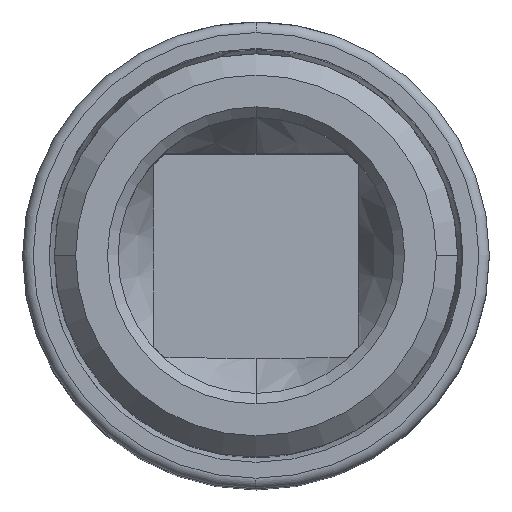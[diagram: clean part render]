
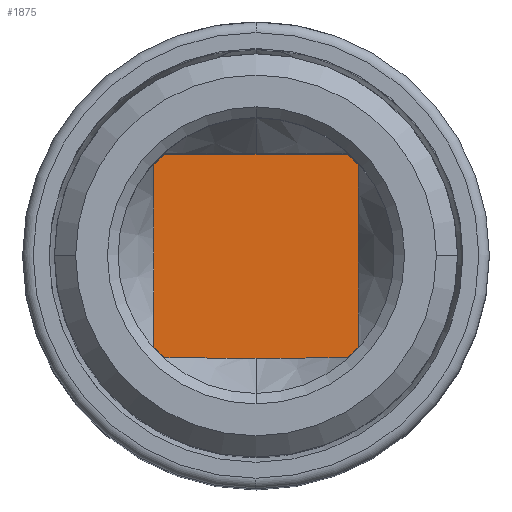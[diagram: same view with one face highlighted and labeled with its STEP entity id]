
A CAD part, top view. The second image highlights one B-rep face of the part: STEP entity #1875.
In plain terms, the highlighted face is planar.
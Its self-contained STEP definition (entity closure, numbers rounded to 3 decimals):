
#564=CARTESIAN_POINT('',(0.,0.,22.));
#565=DIRECTION('',(0.,0.,-1.));
#566=DIRECTION('',(0.746,-0.666,0.));
#567=AXIS2_PLACEMENT_3D('',#564,#565,#566);
#572=DIRECTION('',(0.,-1.,0.));
#573=VECTOR('',#572,8.589);
#574=CARTESIAN_POINT('',(4.813,4.294,22.));
#575=LINE('',#574,#573);
#579=CARTESIAN_POINT('',(0.,0.,22.));
#580=DIRECTION('',(0.,0.,-1.));
#581=DIRECTION('',(0.666,0.746,0.));
#582=AXIS2_PLACEMENT_3D('',#579,#580,#581);
#587=DIRECTION('',(1.,0.,0.));
#588=VECTOR('',#587,8.589);
#589=CARTESIAN_POINT('',(-4.294,4.813,22.));
#590=LINE('',#589,#588);
#594=CARTESIAN_POINT('',(0.,0.,22.));
#595=DIRECTION('',(0.,0.,-1.));
#596=DIRECTION('',(-0.746,0.666,0.));
#597=AXIS2_PLACEMENT_3D('',#594,#595,#596);
#602=DIRECTION('',(0.,1.,0.));
#603=VECTOR('',#602,8.589);
#604=CARTESIAN_POINT('',(-4.813,-4.294,22.));
#605=LINE('',#604,#603);
#609=CARTESIAN_POINT('',(0.,0.,22.));
#610=DIRECTION('',(0.,0.,-1.));
#611=DIRECTION('',(-0.666,-0.746,0.));
#612=AXIS2_PLACEMENT_3D('',#609,#610,#611);
#617=DIRECTION('',(-1.,0.,0.));
#618=VECTOR('',#617,8.589);
#619=CARTESIAN_POINT('',(4.294,-4.813,22.));
#620=LINE('',#619,#618);
#1361=CARTESIAN_POINT('',(4.294,-4.813,22.));
#1362=CARTESIAN_POINT('',(-4.294,-4.813,22.));
#1363=VERTEX_POINT('',#1361);
#1364=VERTEX_POINT('',#1362);
#1365=CARTESIAN_POINT('',(-4.813,-4.294,22.));
#1366=CARTESIAN_POINT('',(-4.813,4.294,22.));
#1367=VERTEX_POINT('',#1365);
#1368=VERTEX_POINT('',#1366);
#1369=CARTESIAN_POINT('',(-4.294,4.813,22.));
#1370=CARTESIAN_POINT('',(4.294,4.813,22.));
#1371=VERTEX_POINT('',#1369);
#1372=VERTEX_POINT('',#1370);
#1373=CARTESIAN_POINT('',(4.813,4.294,22.));
#1374=CARTESIAN_POINT('',(4.813,-4.294,22.));
#1375=VERTEX_POINT('',#1373);
#1376=VERTEX_POINT('',#1374);
#1856=CARTESIAN_POINT('',(0.,0.,22.));
#1857=DIRECTION('',(0.,0.,-1.));
#1858=DIRECTION('',(0.,1.,0.));
#1859=AXIS2_PLACEMENT_3D('',#1856,#1857,#1858);
#1860=PLANE('',#1859);
#1861=ORIENTED_EDGE('',*,*,#1850,.F.);
#1862=ORIENTED_EDGE('',*,*,#1751,.F.);
#1864=ORIENTED_EDGE('',*,*,#1863,.F.);
#1866=ORIENTED_EDGE('',*,*,#1865,.F.);
#1868=ORIENTED_EDGE('',*,*,#1867,.F.);
#1869=ORIENTED_EDGE('',*,*,#1797,.F.);
#1871=ORIENTED_EDGE('',*,*,#1870,.F.);
#1872=ORIENTED_EDGE('',*,*,#1836,.F.);
#1873=EDGE_LOOP('',(#1861,#1862,#1864,#1866,#1868,#1869,#1871,#1872));
#1874=FACE_OUTER_BOUND('',#1873,.F.);
#1875=ADVANCED_FACE('',(#1874),#1860,.T.);
#568=CIRCLE('',#567,6.45);
#583=CIRCLE('',#582,6.45);
#598=CIRCLE('',#597,6.45);
#613=CIRCLE('',#612,6.45);
#1751=EDGE_CURVE('',#1375,#1376,#575,.T.);
#1797=EDGE_CURVE('',#1367,#1368,#605,.T.);
#1836=EDGE_CURVE('',#1363,#1364,#620,.T.);
#1850=EDGE_CURVE('',#1376,#1363,#568,.T.);
#1863=EDGE_CURVE('',#1372,#1375,#583,.T.);
#1865=EDGE_CURVE('',#1371,#1372,#590,.T.);
#1867=EDGE_CURVE('',#1368,#1371,#598,.T.);
#1870=EDGE_CURVE('',#1364,#1367,#613,.T.);
